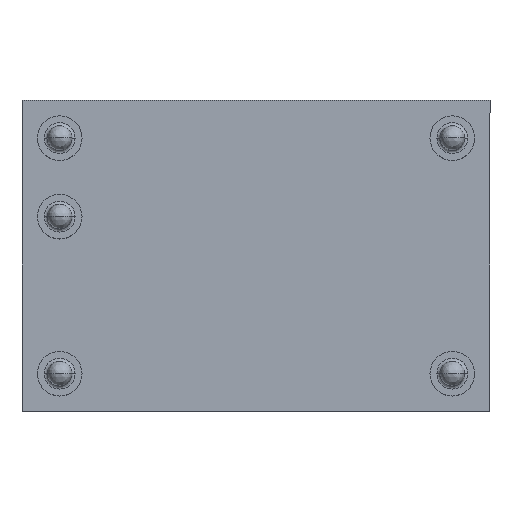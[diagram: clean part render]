
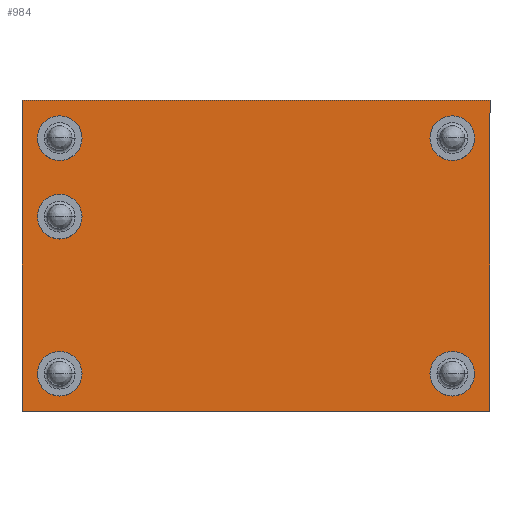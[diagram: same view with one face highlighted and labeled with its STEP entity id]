
A CAD part, top view. The second image highlights one B-rep face of the part: STEP entity #984.
In plain terms, the highlighted face is planar.
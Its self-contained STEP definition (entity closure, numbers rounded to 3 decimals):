
#143=CARTESIAN_POINT('',(1.347,10.852,-0.031));
#144=VERTEX_POINT('',#143);
#160=CARTESIAN_POINT('',(0.178,10.852,-0.031));
#161=VERTEX_POINT('',#160);
#168=CARTESIAN_POINT('',(0.763,10.852,-0.031));
#169=DIRECTION('',(0.0,0.0,1.0));
#170=DIRECTION('',(1.0,0.0,0.0));
#171=AXIS2_PLACEMENT_3D('',#168,#169,#170);
#172=CIRCLE('',#171,0.584);
#173=EDGE_CURVE('',#144,#161,#172,.T.);
#185=CARTESIAN_POINT('',(1.347,1.327,-0.031));
#186=VERTEX_POINT('',#185);
#202=CARTESIAN_POINT('',(0.178,1.327,-0.031));
#203=VERTEX_POINT('',#202);
#210=CARTESIAN_POINT('',(0.763,1.327,-0.031));
#211=DIRECTION('',(0.0,0.0,1.0));
#212=DIRECTION('',(1.0,0.0,0.0));
#213=AXIS2_PLACEMENT_3D('',#210,#211,#212);
#214=CIRCLE('',#213,0.584);
#215=EDGE_CURVE('',#186,#203,#214,.T.);
#227=CARTESIAN_POINT('',(17.222,10.852,-0.031));
#228=VERTEX_POINT('',#227);
#244=CARTESIAN_POINT('',(16.053,10.852,-0.031));
#245=VERTEX_POINT('',#244);
#252=CARTESIAN_POINT('',(16.638,10.852,-0.031));
#253=DIRECTION('',(0.0,0.0,1.0));
#254=DIRECTION('',(1.0,0.0,0.0));
#255=AXIS2_PLACEMENT_3D('',#252,#253,#254);
#256=CIRCLE('',#255,0.584);
#257=EDGE_CURVE('',#228,#245,#256,.T.);
#269=CARTESIAN_POINT('',(17.222,1.327,-0.031));
#270=VERTEX_POINT('',#269);
#286=CARTESIAN_POINT('',(16.053,1.327,-0.031));
#287=VERTEX_POINT('',#286);
#294=CARTESIAN_POINT('',(16.638,1.327,-0.031));
#295=DIRECTION('',(0.0,0.0,1.0));
#296=DIRECTION('',(1.0,0.0,0.0));
#297=AXIS2_PLACEMENT_3D('',#294,#295,#296);
#298=CIRCLE('',#297,0.584);
#299=EDGE_CURVE('',#270,#287,#298,.T.);
#311=CARTESIAN_POINT('',(1.347,4.502,-0.031));
#312=VERTEX_POINT('',#311);
#328=CARTESIAN_POINT('',(0.178,4.502,-0.031));
#329=VERTEX_POINT('',#328);
#336=CARTESIAN_POINT('',(0.763,4.502,-0.031));
#337=DIRECTION('',(0.0,0.0,1.0));
#338=DIRECTION('',(1.0,0.0,0.0));
#339=AXIS2_PLACEMENT_3D('',#336,#337,#338);
#340=CIRCLE('',#339,0.584);
#341=EDGE_CURVE('',#312,#329,#340,.T.);
#672=CARTESIAN_POINT('',(0.763,4.502,-0.031));
#673=DIRECTION('',(0.0,0.0,1.0));
#674=DIRECTION('',(1.0,0.0,0.0));
#675=AXIS2_PLACEMENT_3D('',#672,#673,#674);
#676=CIRCLE('',#675,0.584);
#677=EDGE_CURVE('',#329,#312,#676,.T.);
#696=CARTESIAN_POINT('',(16.638,1.327,-0.031));
#697=DIRECTION('',(0.0,0.0,1.0));
#698=DIRECTION('',(1.0,0.0,0.0));
#699=AXIS2_PLACEMENT_3D('',#696,#697,#698);
#700=CIRCLE('',#699,0.584);
#701=EDGE_CURVE('',#287,#270,#700,.T.);
#720=CARTESIAN_POINT('',(16.638,10.852,-0.031));
#721=DIRECTION('',(0.0,0.0,1.0));
#722=DIRECTION('',(1.0,0.0,0.0));
#723=AXIS2_PLACEMENT_3D('',#720,#721,#722);
#724=CIRCLE('',#723,0.584);
#725=EDGE_CURVE('',#245,#228,#724,.T.);
#744=CARTESIAN_POINT('',(0.763,1.327,-0.031));
#745=DIRECTION('',(0.0,0.0,1.0));
#746=DIRECTION('',(1.0,0.0,0.0));
#747=AXIS2_PLACEMENT_3D('',#744,#745,#746);
#748=CIRCLE('',#747,0.584);
#749=EDGE_CURVE('',#203,#186,#748,.T.);
#768=CARTESIAN_POINT('',(0.763,10.852,-0.031));
#769=DIRECTION('',(0.0,0.0,1.0));
#770=DIRECTION('',(1.0,0.0,0.0));
#771=AXIS2_PLACEMENT_3D('',#768,#769,#770);
#772=CIRCLE('',#771,0.584);
#773=EDGE_CURVE('',#161,#144,#772,.T.);
#801=CARTESIAN_POINT('',(18.162,12.376,-0.031));
#802=VERTEX_POINT('',#801);
#809=CARTESIAN_POINT('',(-0.761,12.376,-0.031));
#810=VERTEX_POINT('',#809);
#811=CARTESIAN_POINT('',(-0.761,12.376,-0.031));
#812=DIRECTION('',(1.0,0.0,0.0));
#813=VECTOR('',#812,18.923);
#814=LINE('',#811,#813);
#815=EDGE_CURVE('',#810,#802,#814,.T.);
#839=CARTESIAN_POINT('',(18.162,-0.197,-0.031));
#840=VERTEX_POINT('',#839);
#847=CARTESIAN_POINT('',(18.162,12.376,-0.031));
#848=DIRECTION('',(0.0,-1.0,0.0));
#849=VECTOR('',#848,12.573);
#850=LINE('',#847,#849);
#851=EDGE_CURVE('',#802,#840,#850,.T.);
#870=CARTESIAN_POINT('',(-0.761,-0.197,-0.031));
#871=VERTEX_POINT('',#870);
#878=CARTESIAN_POINT('',(18.162,-0.197,-0.031));
#879=DIRECTION('',(-1.0,0.0,0.0));
#880=VECTOR('',#879,18.923);
#881=LINE('',#878,#880);
#882=EDGE_CURVE('',#840,#871,#881,.T.);
#900=CARTESIAN_POINT('',(-0.761,-0.197,-0.031));
#901=DIRECTION('',(0.0,1.0,0.0));
#902=VECTOR('',#901,12.573);
#903=LINE('',#900,#902);
#904=EDGE_CURVE('',#871,#810,#903,.T.);
#953=CARTESIAN_POINT('',(8.7,6.09,-0.031));
#954=DIRECTION('',(0.0,0.0,1.0));
#955=DIRECTION('',(1.0,0.0,0.0));
#956=AXIS2_PLACEMENT_3D('',#953,#954,#955);
#957=PLANE('',#956);
#958=ORIENTED_EDGE('',*,*,#904,.T.);
#959=ORIENTED_EDGE('',*,*,#815,.T.);
#960=ORIENTED_EDGE('',*,*,#851,.T.);
#961=ORIENTED_EDGE('',*,*,#882,.T.);
#962=EDGE_LOOP('',(#958,#959,#960,#961));
#963=FACE_OUTER_BOUND('',#962,.T.);
#964=ORIENTED_EDGE('',*,*,#677,.T.);
#965=ORIENTED_EDGE('',*,*,#341,.T.);
#966=EDGE_LOOP('',(#964,#965));
#967=FACE_BOUND('',#966,.T.);
#968=ORIENTED_EDGE('',*,*,#701,.T.);
#969=ORIENTED_EDGE('',*,*,#299,.T.);
#970=EDGE_LOOP('',(#968,#969));
#971=FACE_BOUND('',#970,.T.);
#972=ORIENTED_EDGE('',*,*,#725,.T.);
#973=ORIENTED_EDGE('',*,*,#257,.T.);
#974=EDGE_LOOP('',(#972,#973));
#975=FACE_BOUND('',#974,.T.);
#976=ORIENTED_EDGE('',*,*,#749,.T.);
#977=ORIENTED_EDGE('',*,*,#215,.T.);
#978=EDGE_LOOP('',(#976,#977));
#979=FACE_BOUND('',#978,.T.);
#980=ORIENTED_EDGE('',*,*,#773,.T.);
#981=ORIENTED_EDGE('',*,*,#173,.T.);
#982=EDGE_LOOP('',(#980,#981));
#983=FACE_BOUND('',#982,.T.);
#984=ADVANCED_FACE('',(#963,#967,#971,#975,#979,#983),#957,.F.);
